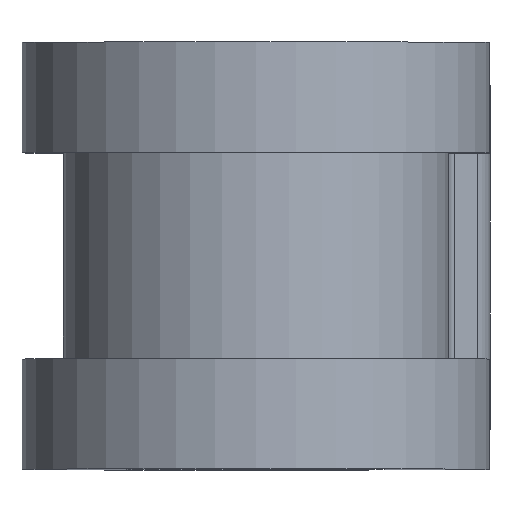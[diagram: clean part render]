
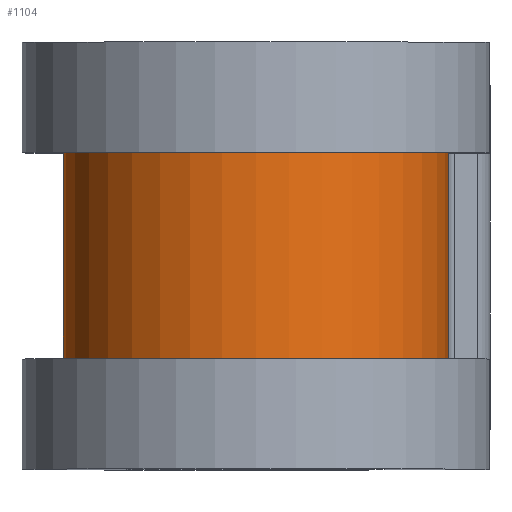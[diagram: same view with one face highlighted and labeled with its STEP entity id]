
A CAD part, top view. The second image highlights one B-rep face of the part: STEP entity #1104.
In plain terms, the highlighted cylindrical face has radius 7.099 mm (diameter 14.199 mm), a partial arc.
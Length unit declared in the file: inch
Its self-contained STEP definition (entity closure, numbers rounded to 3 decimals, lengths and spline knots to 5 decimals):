
#70 = AXIS2_PLACEMENT_3D ( 'NONE', #1898, #933, #2066 ) ;
#152 = FACE_OUTER_BOUND ( 'NONE', #1334, .T. ) ;
#179 = AXIS2_PLACEMENT_3D ( 'NONE', #1357, #1681, #1501 ) ;
#206 = CARTESIAN_POINT ( 'NONE',  ( 0.2795, -0.15, 0.375 ) ) ;
#231 = VECTOR ( 'NONE', #1676, 39.37008 ) ;
#235 = CARTESIAN_POINT ( 'NONE',  ( -0.2795, -0.15, 0.375 ) ) ;
#247 = VERTEX_POINT ( 'NONE', #517 ) ;
#332 = CARTESIAN_POINT ( 'NONE',  ( -0.2795, 0.15, 0.375 ) ) ;
#472 = ORIENTED_EDGE ( 'NONE', *, *, #1763, .F. ) ;
#507 = VERTEX_POINT ( 'NONE', #235 ) ;
#517 = CARTESIAN_POINT ( 'NONE',  ( 0.2795, 0.15, 0.375 ) ) ;
#587 = ORIENTED_EDGE ( 'NONE', *, *, #1205, .F. ) ;
#617 = CIRCLE ( 'NONE', #70, 0.2795 ) ;
#801 = CARTESIAN_POINT ( 'NONE',  ( -0.2795, 0.25, 0.375 ) ) ;
#873 = CARTESIAN_POINT ( 'NONE',  ( 0., -0.15, 0.375 ) ) ;
#897 = VERTEX_POINT ( 'NONE', #332 ) ;
#933 = DIRECTION ( 'NONE',  ( 0., -1., 0. ) ) ;
#974 = CYLINDRICAL_SURFACE ( 'NONE', #179, 0.2795 ) ;
#1033 = DIRECTION ( 'NONE',  ( 0., 0., -1. ) ) ;
#1085 = VECTOR ( 'NONE', #1507, 39.37008 ) ;
#1104 = ADVANCED_FACE ( 'NONE', ( #152 ), #974, .T. ) ;
#1148 = CIRCLE ( 'NONE', #1772, 0.2795 ) ;
#1172 = VERTEX_POINT ( 'NONE', #206 ) ;
#1190 = EDGE_CURVE ( 'NONE', #897, #507, #1949, .T. ) ;
#1205 = EDGE_CURVE ( 'NONE', #247, #1172, #1486, .T. ) ;
#1224 = ORIENTED_EDGE ( 'NONE', *, *, #1190, .T. ) ;
#1227 = EDGE_CURVE ( 'NONE', #247, #897, #617, .T. ) ;
#1334 = EDGE_LOOP ( 'NONE', ( #587, #1392, #1224, #472 ) ) ;
#1336 = CARTESIAN_POINT ( 'NONE',  ( 0.2795, 0.25, 0.375 ) ) ;
#1357 = CARTESIAN_POINT ( 'NONE',  ( 0., 0.25, 0.375 ) ) ;
#1392 = ORIENTED_EDGE ( 'NONE', *, *, #1227, .T. ) ;
#1486 = LINE ( 'NONE', #1336, #231 ) ;
#1501 = DIRECTION ( 'NONE',  ( 0., 0., -1. ) ) ;
#1507 = DIRECTION ( 'NONE',  ( 0., -1., 0. ) ) ;
#1676 = DIRECTION ( 'NONE',  ( 0., -1., 0. ) ) ;
#1681 = DIRECTION ( 'NONE',  ( 0., -1., 0. ) ) ;
#1763 = EDGE_CURVE ( 'NONE', #1172, #507, #1148, .T. ) ;
#1772 = AXIS2_PLACEMENT_3D ( 'NONE', #873, #2006, #1033 ) ;
#1898 = CARTESIAN_POINT ( 'NONE',  ( 0., 0.15, 0.375 ) ) ;
#1949 = LINE ( 'NONE', #801, #1085 ) ;
#2006 = DIRECTION ( 'NONE',  ( 0., -1., 0. ) ) ;
#2066 = DIRECTION ( 'NONE',  ( 0., 0., -1. ) ) ;
